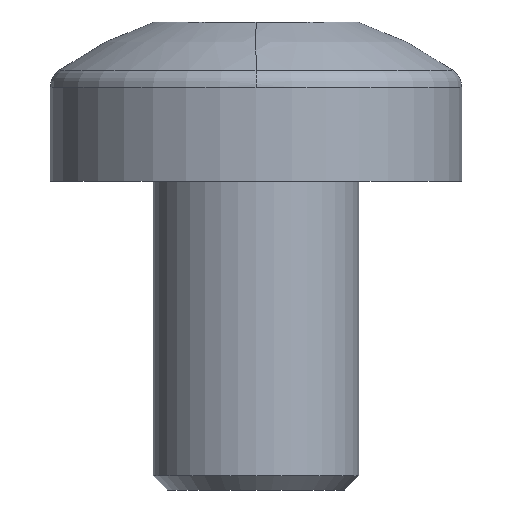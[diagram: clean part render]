
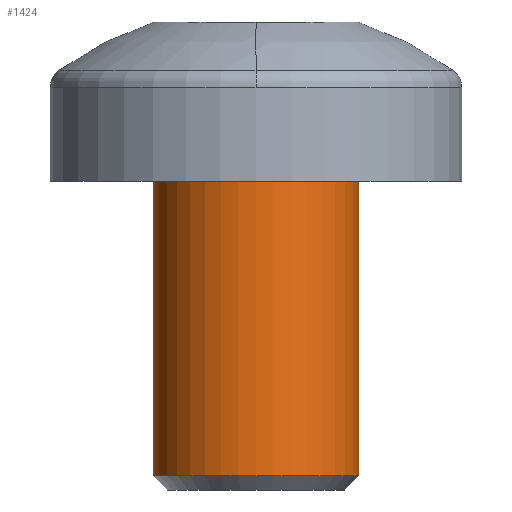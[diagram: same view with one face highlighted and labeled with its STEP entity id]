
A CAD part, left-side view. The second image highlights one B-rep face of the part: STEP entity #1424.
In plain terms, the highlighted cylindrical face has radius 2 mm (diameter 4 mm), a partial arc.
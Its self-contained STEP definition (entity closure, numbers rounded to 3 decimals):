
#1314=CARTESIAN_POINT('',(0.,2.,0.));
#1315=VERTEX_POINT('',#1314);
#1316=CARTESIAN_POINT('',(0.,2.,-5.724));
#1317=VERTEX_POINT('',#1316);
#1318=CARTESIAN_POINT('',(0.,2.,0.0));
#1319=DIRECTION('',(0.0,0.0,-1.0));
#1320=VECTOR('',#1319,5.724);
#1321=LINE('',#1318,#1320);
#1322=EDGE_CURVE('',#1315,#1317,#1321,.T.);
#1324=CARTESIAN_POINT('',(0.,-2.,0.0));
#1325=VERTEX_POINT('',#1324);
#1333=CARTESIAN_POINT('',(0.,-2.,-5.724));
#1334=VERTEX_POINT('',#1333);
#1335=CARTESIAN_POINT('',(0.,-2.,0.0));
#1336=DIRECTION('',(0.0,0.0,-1.0));
#1337=VECTOR('',#1336,5.724);
#1338=LINE('',#1335,#1337);
#1339=EDGE_CURVE('',#1325,#1334,#1338,.T.);
#1364=CARTESIAN_POINT('',(0.,0.,-5.724));
#1365=DIRECTION('',(0.0,0.0,-1.0));
#1366=DIRECTION('',(0.0,-1.0,0.0));
#1367=AXIS2_PLACEMENT_3D('',#1364,#1365,#1366);
#1368=CIRCLE('',#1367,2.0);
#1369=EDGE_CURVE('',#1334,#1317,#1368,.T.);
#1407=CARTESIAN_POINT('',(0.,0.,-8.0));
#1408=DIRECTION('',(0.,0.0,1.0));
#1409=DIRECTION('',(0.0,1.0,0.0));
#1410=AXIS2_PLACEMENT_3D('',#1407,#1408,#1409);
#1411=CYLINDRICAL_SURFACE('',#1410,2.0);
#1412=ORIENTED_EDGE('',*,*,#1322,.T.);
#1413=ORIENTED_EDGE('',*,*,#1369,.F.);
#1414=ORIENTED_EDGE('',*,*,#1339,.F.);
#1415=CARTESIAN_POINT('',(0.,0.,0.));
#1416=DIRECTION('',(0.0,0.0,-1.0));
#1417=DIRECTION('',(0.0,1.0,0.0));
#1418=AXIS2_PLACEMENT_3D('',#1415,#1416,#1417);
#1419=CIRCLE('',#1418,2.0);
#1420=EDGE_CURVE('',#1325,#1315,#1419,.T.);
#1421=ORIENTED_EDGE('',*,*,#1420,.T.);
#1422=EDGE_LOOP('',(#1412,#1413,#1414,#1421));
#1423=FACE_OUTER_BOUND('',#1422,.T.);
#1424=ADVANCED_FACE('',(#1423),#1411,.T.);
